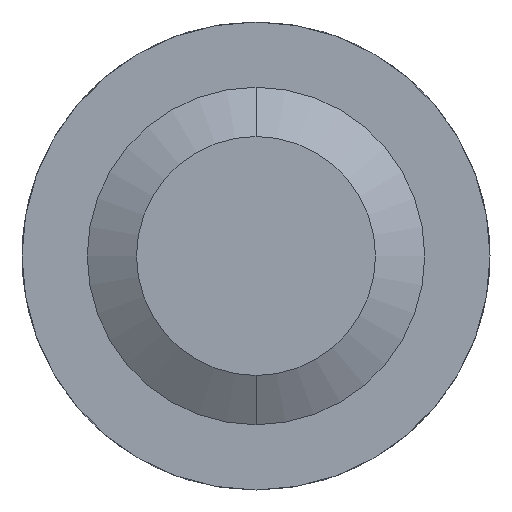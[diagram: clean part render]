
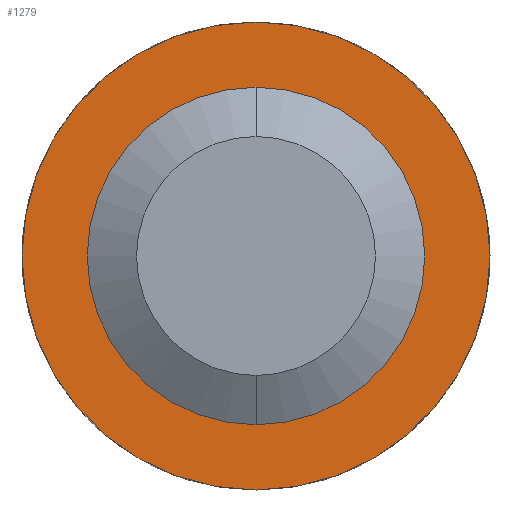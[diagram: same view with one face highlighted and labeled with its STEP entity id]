
A CAD part, front view. The second image highlights one B-rep face of the part: STEP entity #1279.
In plain terms, the highlighted planar face has unit normal (0, -1, 0).
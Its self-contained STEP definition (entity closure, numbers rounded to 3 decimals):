
#507 = EDGE_LOOP ( 'NONE', ( #2334, #822 ) ) ;
#644 = DIRECTION ( 'NONE',  ( 0., 0., 1. ) ) ;
#672 = DIRECTION ( 'NONE',  ( 0., 1., 0. ) ) ;
#683 = CARTESIAN_POINT ( 'NONE',  ( 0., -2.5, 0. ) ) ;
#709 = EDGE_CURVE ( 'NONE', #1199, #1640, #1102, .T. ) ;
#822 = ORIENTED_EDGE ( 'NONE', *, *, #1961, .T. ) ;
#868 = AXIS2_PLACEMENT_3D ( 'NONE', #1077, #3492, #3219 ) ;
#1007 = DIRECTION ( 'NONE',  ( 0., 0., 1. ) ) ;
#1077 = CARTESIAN_POINT ( 'NONE',  ( 0., -2.5, 0. ) ) ;
#1096 = FACE_OUTER_BOUND ( 'NONE', #1320, .T. ) ;
#1102 = CIRCLE ( 'NONE', #3141, 0.95 ) ;
#1121 = AXIS2_PLACEMENT_3D ( 'NONE', #683, #1536, #1007 ) ;
#1199 = VERTEX_POINT ( 'NONE', #3778 ) ;
#1279 = ADVANCED_FACE ( 'NONE', ( #1096, #2595 ), #1477, .F. ) ;
#1320 = EDGE_LOOP ( 'NONE', ( #1598, #3300 ) ) ;
#1452 = DIRECTION ( 'NONE',  ( 0., 1., 0. ) ) ;
#1466 = VERTEX_POINT ( 'NONE', #3158 ) ;
#1477 = PLANE ( 'NONE',  #2230 ) ;
#1536 = DIRECTION ( 'NONE',  ( 0., 1., 0. ) ) ;
#1598 = ORIENTED_EDGE ( 'NONE', *, *, #709, .F. ) ;
#1640 = VERTEX_POINT ( 'NONE', #1996 ) ;
#1800 = CARTESIAN_POINT ( 'NONE',  ( 0., -2.5, 0.685 ) ) ;
#1857 = CARTESIAN_POINT ( 'NONE',  ( 0., -2.5, 0. ) ) ;
#1872 = CIRCLE ( 'NONE', #868, 0.685 ) ;
#1961 = EDGE_CURVE ( 'NONE', #1466, #2220, #1872, .T. ) ;
#1996 = CARTESIAN_POINT ( 'NONE',  ( 0., -2.5, -0.95 ) ) ;
#2030 = DIRECTION ( 'NONE',  ( 0., 0., 1. ) ) ;
#2220 = VERTEX_POINT ( 'NONE', #1800 ) ;
#2230 = AXIS2_PLACEMENT_3D ( 'NONE', #3603, #1452, #3007 ) ;
#2334 = ORIENTED_EDGE ( 'NONE', *, *, #2534, .T. ) ;
#2370 = CARTESIAN_POINT ( 'NONE',  ( 0., -2.5, 0. ) ) ;
#2534 = EDGE_CURVE ( 'NONE', #2220, #1466, #3756, .T. ) ;
#2574 = AXIS2_PLACEMENT_3D ( 'NONE', #2370, #3292, #2030 ) ;
#2595 = FACE_BOUND ( 'NONE', #507, .T. ) ;
#3007 = DIRECTION ( 'NONE',  ( 0., 0., 1. ) ) ;
#3141 = AXIS2_PLACEMENT_3D ( 'NONE', #1857, #672, #644 ) ;
#3158 = CARTESIAN_POINT ( 'NONE',  ( 0., -2.5, -0.685 ) ) ;
#3219 = DIRECTION ( 'NONE',  ( 0., 0., 1. ) ) ;
#3292 = DIRECTION ( 'NONE',  ( 0., 1., 0. ) ) ;
#3300 = ORIENTED_EDGE ( 'NONE', *, *, #3615, .F. ) ;
#3438 = CIRCLE ( 'NONE', #1121, 0.95 ) ;
#3492 = DIRECTION ( 'NONE',  ( 0., 1., 0. ) ) ;
#3603 = CARTESIAN_POINT ( 'NONE',  ( 0.95, -2.5, 0. ) ) ;
#3615 = EDGE_CURVE ( 'NONE', #1640, #1199, #3438, .T. ) ;
#3756 = CIRCLE ( 'NONE', #2574, 0.685 ) ;
#3778 = CARTESIAN_POINT ( 'NONE',  ( 0., -2.5, 0.95 ) ) ;
